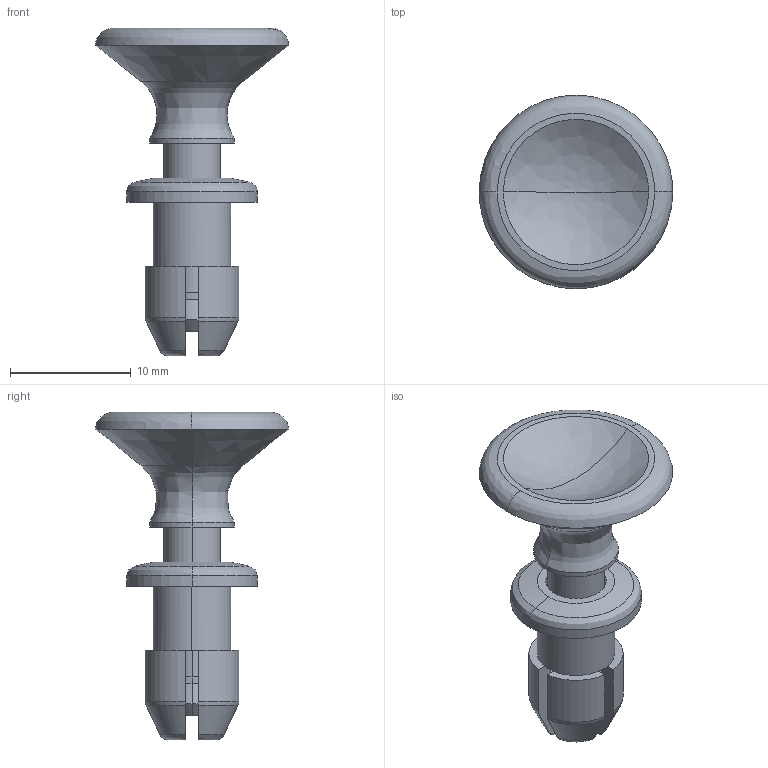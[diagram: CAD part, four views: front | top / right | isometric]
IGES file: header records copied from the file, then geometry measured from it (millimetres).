
Start section: ------------------------------------------------------------------------
Global section: file name: PC006.10916.TL_H322_5_2_001_17254.igs; native system: spGate; preprocessor: ver18.9.1 (****-****-****-****); author: Unknown; organization: Unknown; date: 221006.151418; units: millimetre
Bounding box: 16 x 15.97 x 27.1 mm (x, y, z)
Volume: 1251.6 mm3; surface area: 1536.9 mm2
Topology: 2 solids, 2 shells, 83 faces, 204 edges, 127 vertices
Faces by surface type: bspline 83
